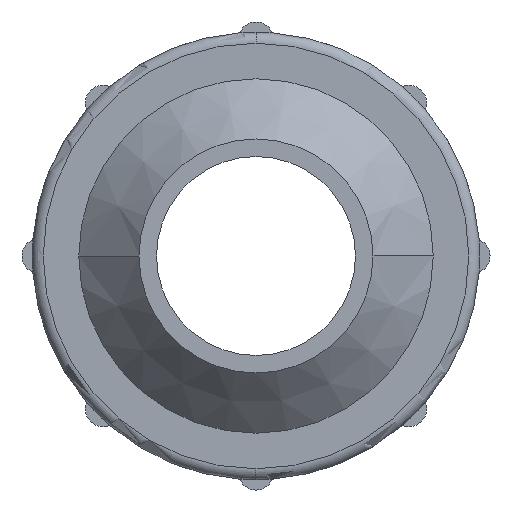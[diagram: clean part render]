
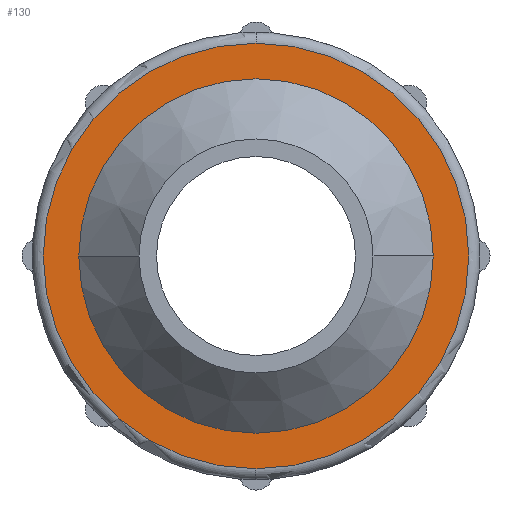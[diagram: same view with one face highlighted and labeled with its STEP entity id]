
A CAD part, left-side view. The second image highlights one B-rep face of the part: STEP entity #130.
In plain terms, the highlighted planar face has unit normal (-1, 0, 0).
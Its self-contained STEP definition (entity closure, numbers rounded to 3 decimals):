
#130 = ADVANCED_FACE( '', ( #248, #249 ), #250, .T. );
#248 = FACE_BOUND( '', #372, .T. );
#249 = FACE_OUTER_BOUND( '', #373, .T. );
#250 = PLANE( '', #374 );
#372 = EDGE_LOOP( '', ( #826, #827 ) );
#373 = EDGE_LOOP( '', ( #828, #829, #830 ) );
#374 = AXIS2_PLACEMENT_3D( '', #831, #832, #833 );
#826 = ORIENTED_EDGE( '', *, *, #871, .F. );
#827 = ORIENTED_EDGE( '', *, *, #1007, .F. );
#828 = ORIENTED_EDGE( '', *, *, #884, .T. );
#829 = ORIENTED_EDGE( '', *, *, #1006, .T. );
#830 = ORIENTED_EDGE( '', *, *, #885, .T. );
#831 = CARTESIAN_POINT( '', ( 47.533, 26.667, 0. ) );
#832 = DIRECTION( '', ( -1., 0., 0. ) );
#833 = DIRECTION( '', ( 0., 1., 0. ) );
#871 = EDGE_CURVE( '', #1027, #1029, #1030, .T. );
#884 = EDGE_CURVE( '', #1055, #1053, #1056, .T. );
#885 = EDGE_CURVE( '', #1033, #1055, #1057, .T. );
#1006 = EDGE_CURVE( '', #1053, #1033, #1248, .T. );
#1007 = EDGE_CURVE( '', #1029, #1027, #1249, .T. );
#1027 = VERTEX_POINT( '', #1273 );
#1029 = VERTEX_POINT( '', #1276 );
#1030 = CIRCLE( '', #1277, 24.233 );
#1033 = VERTEX_POINT( '', #1281 );
#1053 = VERTEX_POINT( '', #1301 );
#1055 = VERTEX_POINT( '', #1303 );
#1056 = CIRCLE( '', #1304, 29.1 );
#1057 = CIRCLE( '', #1305, 29.1 );
#1248 = CIRCLE( '', #1836, 29.1 );
#1249 = CIRCLE( '', #1837, 24.233 );
#1273 = CARTESIAN_POINT( '', ( 47.533, 24.233, 0. ) );
#1276 = CARTESIAN_POINT( '', ( 47.533, -24.233, 0. ) );
#1277 = AXIS2_PLACEMENT_3D( '', #1858, #1859, #1860 );
#1281 = CARTESIAN_POINT( '', ( 47.533, 0., 29.1 ) );
#1301 = CARTESIAN_POINT( '', ( 47.533, 0., -29.1 ) );
#1303 = CARTESIAN_POINT( '', ( 47.533, 29.1, 0. ) );
#1304 = AXIS2_PLACEMENT_3D( '', #1895, #1896, #1897 );
#1305 = AXIS2_PLACEMENT_3D( '', #1898, #1899, #1900 );
#1836 = AXIS2_PLACEMENT_3D( '', #2145, #2146, #2147 );
#1837 = AXIS2_PLACEMENT_3D( '', #2148, #2149, #2150 );
#1858 = CARTESIAN_POINT( '', ( 47.533, 0., 0. ) );
#1859 = DIRECTION( '', ( -1., 0., 0. ) );
#1860 = DIRECTION( '', ( 0., 1., 0. ) );
#1895 = CARTESIAN_POINT( '', ( 47.533, 0., 0. ) );
#1896 = DIRECTION( '', ( -1., 0., 0. ) );
#1897 = DIRECTION( '', ( 0., 1., 0. ) );
#1898 = CARTESIAN_POINT( '', ( 47.533, 0., 0. ) );
#1899 = DIRECTION( '', ( -1., 0., 0. ) );
#1900 = DIRECTION( '', ( 0., 1., 0. ) );
#2145 = CARTESIAN_POINT( '', ( 47.533, 0., 0. ) );
#2146 = DIRECTION( '', ( -1., 0., 0. ) );
#2147 = DIRECTION( '', ( 0., 1., 0. ) );
#2148 = CARTESIAN_POINT( '', ( 47.533, 0., 0. ) );
#2149 = DIRECTION( '', ( -1., 0., 0. ) );
#2150 = DIRECTION( '', ( 0., 1., 0. ) );
